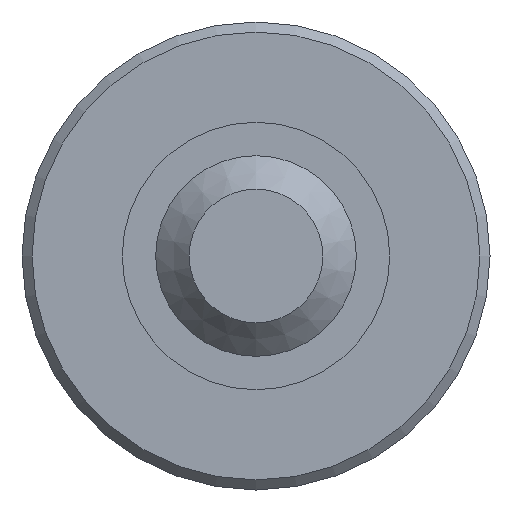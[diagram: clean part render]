
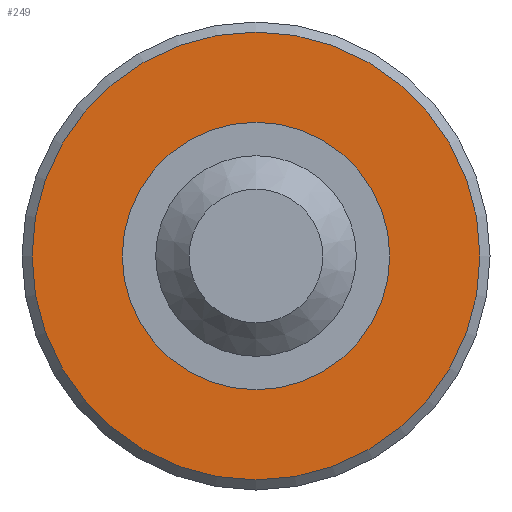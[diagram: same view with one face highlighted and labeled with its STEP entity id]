
A CAD part, left-side view. The second image highlights one B-rep face of the part: STEP entity #249.
In plain terms, the highlighted planar face has unit normal (-1, 0, 0).
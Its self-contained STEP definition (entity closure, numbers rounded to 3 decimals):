
#54=PLANE($,#278);
#66=FACE_BOUND($,#109,.T.);
#83=FACE_OUTER_BOUND($,#108,.T.);
#108=EDGE_LOOP($,(#227));
#109=EDGE_LOOP($,(#228));
#116=CIRCLE($,#264,4.);
#118=CIRCLE($,#269,6.7);
#125=VERTEX_POINT($,#363);
#135=VERTEX_POINT($,#402);
#148=EDGE_CURVE($,#125,#125,#116,.T.);
#158=EDGE_CURVE($,#135,#135,#118,.T.);
#227=ORIENTED_EDGE($,*,*,#158,.T.);
#228=ORIENTED_EDGE($,*,*,#148,.T.);
#249=ADVANCED_FACE($,(#83,#66),#54,.T.);
#264=AXIS2_PLACEMENT_3D($,#364,#303,#304);
#269=AXIS2_PLACEMENT_3D($,#403,#313,#314);
#278=AXIS2_PLACEMENT_3D($,#430,#343,#344);
#303=DIRECTION('center_axis',(1.,0.,0.));
#304=DIRECTION('ref_axis',(0.,0.,-1.));
#313=DIRECTION('center_axis',(-1.,0.,0.));
#314=DIRECTION('ref_axis',(0.,0.,1.));
#343=DIRECTION('center_axis',(-1.,0.,0.));
#344=DIRECTION('ref_axis',(0.,0.,-1.));
#363=CARTESIAN_POINT('',(45.95,30.,23.7));
#364=CARTESIAN_POINT('Origin',(45.95,30.,19.7));
#402=CARTESIAN_POINT('',(45.95,30.,13.));
#403=CARTESIAN_POINT('Origin',(45.95,30.,19.7));
#430=CARTESIAN_POINT('Origin',(45.95,30.,19.7));
